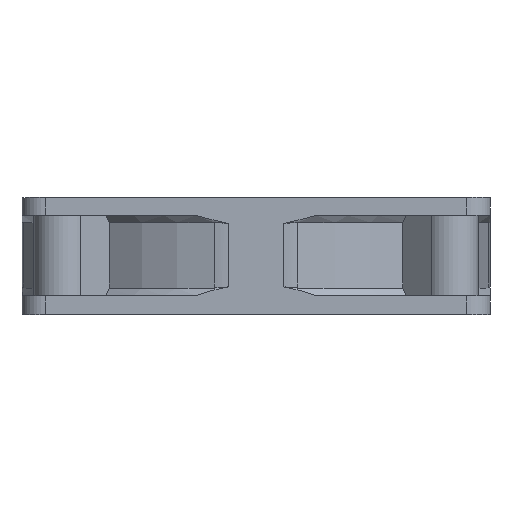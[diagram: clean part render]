
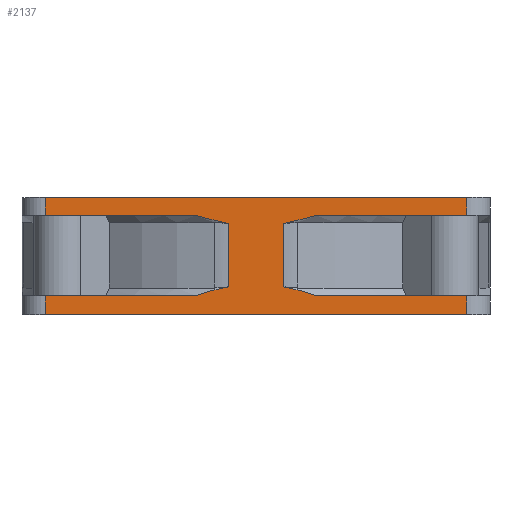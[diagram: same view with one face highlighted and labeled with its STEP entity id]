
A CAD part, left-side view. The second image highlights one B-rep face of the part: STEP entity #2137.
In plain terms, the highlighted planar face has unit normal (-1, 0, 0).
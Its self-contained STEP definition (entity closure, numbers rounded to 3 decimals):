
#53 = ORIENTED_EDGE ( 'NONE', *, *, #3860, .T. ) ;
#55 = CARTESIAN_POINT ( 'NONE',  ( -29.982, -27., 0. ) ) ;
#148 = VERTEX_POINT ( 'NONE', #7530 ) ;
#153 = B_SPLINE_CURVE_WITH_KNOTS ( 'NONE', 3,
 ( #4381, #7763, #4501, #7704 ),
 .UNSPECIFIED., .F., .F.,
 ( 4, 4 ),
 ( 0., 1. ),
 .UNSPECIFIED. ) ;
#205 = LINE ( 'NONE', #5100, #8355 ) ;
#397 = CARTESIAN_POINT ( 'NONE',  ( -29.982, -7.732, -12.6 ) ) ;
#444 = FACE_OUTER_BOUND ( 'NONE', #2008, .T. ) ;
#451 = B_SPLINE_CURVE_WITH_KNOTS ( 'NONE', 3,
 ( #5574, #5514, #5627, #2390 ),
 .UNSPECIFIED., .F., .F.,
 ( 4, 4 ),
 ( 0., 1. ),
 .UNSPECIFIED. ) ;
#538 = EDGE_CURVE ( 'NONE', #574, #1165, #7707, .T. ) ;
#545 = DIRECTION ( 'NONE',  ( 0., 0., -1. ) ) ;
#557 = ORIENTED_EDGE ( 'NONE', *, *, #1122, .F. ) ;
#574 = VERTEX_POINT ( 'NONE', #1230 ) ;
#666 = CARTESIAN_POINT ( 'NONE',  ( -29.982, 27., -2.3 ) ) ;
#677 = ORIENTED_EDGE ( 'NONE', *, *, #3226, .T. ) ;
#879 = VERTEX_POINT ( 'NONE', #6884 ) ;
#1008 = ORIENTED_EDGE ( 'NONE', *, *, #1493, .F. ) ;
#1062 = VERTEX_POINT ( 'NONE', #2839 ) ;
#1107 = B_SPLINE_CURVE_WITH_KNOTS ( 'NONE', 3,
 ( #6881, #7580, #1801, #4895 ),
 .UNSPECIFIED., .F., .F.,
 ( 4, 4 ),
 ( 0., 1. ),
 .UNSPECIFIED. ) ;
#1122 = EDGE_CURVE ( 'NONE', #879, #5913, #4255, .T. ) ;
#1143 = DIRECTION ( 'NONE',  ( 0., -1., 0. ) ) ;
#1165 = VERTEX_POINT ( 'NONE', #7643 ) ;
#1196 = DIRECTION ( 'NONE',  ( 0., 0., -1. ) ) ;
#1209 = CARTESIAN_POINT ( 'NONE',  ( -29.982, 27., -12.6 ) ) ;
#1230 = CARTESIAN_POINT ( 'NONE',  ( -29.982, -27., -12.6 ) ) ;
#1258 = CARTESIAN_POINT ( 'NONE',  ( -29.982, 27., 0. ) ) ;
#1344 = DIRECTION ( 'NONE',  ( 0., 0., -1. ) ) ;
#1411 = EDGE_CURVE ( 'NONE', #4387, #2231, #8107, .T. ) ;
#1430 = LINE ( 'NONE', #8097, #3431 ) ;
#1457 = VECTOR ( 'NONE', #2187, 1000. ) ;
#1466 = VECTOR ( 'NONE', #1344, 1000. ) ;
#1493 = EDGE_CURVE ( 'NONE', #1062, #574, #7899, .T. ) ;
#1626 = LINE ( 'NONE', #1258, #6544 ) ;
#1728 = LINE ( 'NONE', #1892, #7569 ) ;
#1735 = ORIENTED_EDGE ( 'NONE', *, *, #4411, .T. ) ;
#1782 = EDGE_CURVE ( 'NONE', #3469, #1165, #7589, .T. ) ;
#1801 = CARTESIAN_POINT ( 'NONE',  ( -29.982, 6.331, -12.075 ) ) ;
#1892 = CARTESIAN_POINT ( 'NONE',  ( -29.982, 27., -2.3 ) ) ;
#1964 = VECTOR ( 'NONE', #545, 1000. ) ;
#2008 = EDGE_LOOP ( 'NONE', ( #677, #7192, #557, #5807, #5713, #1735, #7834, #2195, #5077, #2413, #6053, #2479, #3174, #1008, #53, #2781 ) ) ;
#2137 = ADVANCED_FACE ( 'NONE', ( #444 ), #7090, .T. ) ;
#2187 = DIRECTION ( 'NONE',  ( 0., 0., 1. ) ) ;
#2195 = ORIENTED_EDGE ( 'NONE', *, *, #5647, .T. ) ;
#2231 = VERTEX_POINT ( 'NONE', #5231 ) ;
#2390 = CARTESIAN_POINT ( 'NONE',  ( -29.982, -7.701, -2.3 ) ) ;
#2403 = VERTEX_POINT ( 'NONE', #5517 ) ;
#2413 = ORIENTED_EDGE ( 'NONE', *, *, #7855, .F. ) ;
#2479 = ORIENTED_EDGE ( 'NONE', *, *, #1782, .T. ) ;
#2718 = CARTESIAN_POINT ( 'NONE',  ( -29.982, -7.701, -2.3 ) ) ;
#2781 = ORIENTED_EDGE ( 'NONE', *, *, #1411, .T. ) ;
#2839 = CARTESIAN_POINT ( 'NONE',  ( -29.982, -7.732, -12.6 ) ) ;
#3174 = ORIENTED_EDGE ( 'NONE', *, *, #538, .F. ) ;
#3226 = EDGE_CURVE ( 'NONE', #2231, #7288, #451, .T. ) ;
#3253 = VERTEX_POINT ( 'NONE', #6264 ) ;
#3406 = EDGE_CURVE ( 'NONE', #4237, #879, #1626, .T. ) ;
#3422 = CARTESIAN_POINT ( 'NONE',  ( -29.982, 3.582, -3.364 ) ) ;
#3431 = VECTOR ( 'NONE', #7393, 1000. ) ;
#3469 = VERTEX_POINT ( 'NONE', #3916 ) ;
#3632 = DIRECTION ( 'NONE',  ( 0., -1., 0. ) ) ;
#3656 = DIRECTION ( 'NONE',  ( 0., 0., -1. ) ) ;
#3664 = EDGE_CURVE ( 'NONE', #7288, #5913, #8073, .T. ) ;
#3756 = VERTEX_POINT ( 'NONE', #6663 ) ;
#3860 = EDGE_CURVE ( 'NONE', #1062, #4387, #153, .T. ) ;
#3916 = CARTESIAN_POINT ( 'NONE',  ( -29.982, 27., -15. ) ) ;
#3955 = CARTESIAN_POINT ( 'NONE',  ( -29.982, -7.701, -2.3 ) ) ;
#4054 = CARTESIAN_POINT ( 'NONE',  ( -29.982, -3.582, -11.448 ) ) ;
#4237 = VERTEX_POINT ( 'NONE', #4781 ) ;
#4255 = LINE ( 'NONE', #55, #1466 ) ;
#4293 = EDGE_CURVE ( 'NONE', #4237, #4870, #4749, .T. ) ;
#4344 = VECTOR ( 'NONE', #5943, 1000. ) ;
#4381 = CARTESIAN_POINT ( 'NONE',  ( -29.982, -7.732, -12.6 ) ) ;
#4387 = VERTEX_POINT ( 'NONE', #6225 ) ;
#4411 = EDGE_CURVE ( 'NONE', #4870, #2403, #1728, .T. ) ;
#4501 = CARTESIAN_POINT ( 'NONE',  ( -29.982, -4.948, -11.692 ) ) ;
#4581 = CARTESIAN_POINT ( 'NONE',  ( -29.982, 7.701, -2.3 ) ) ;
#4663 = CARTESIAN_POINT ( 'NONE',  ( -29.982, 27., -15. ) ) ;
#4677 = CARTESIAN_POINT ( 'NONE',  ( -29.982, 6.311, -2.784 ) ) ;
#4749 = LINE ( 'NONE', #7979, #6343 ) ;
#4781 = CARTESIAN_POINT ( 'NONE',  ( -29.982, 27., 0. ) ) ;
#4787 = CARTESIAN_POINT ( 'NONE',  ( -29.982, 3.582, -3.364 ) ) ;
#4870 = VERTEX_POINT ( 'NONE', #666 ) ;
#4895 = CARTESIAN_POINT ( 'NONE',  ( -29.982, 7.732, -12.6 ) ) ;
#5077 = ORIENTED_EDGE ( 'NONE', *, *, #8049, .T. ) ;
#5100 = CARTESIAN_POINT ( 'NONE',  ( -29.982, 3.582, -3.364 ) ) ;
#5122 = DIRECTION ( 'NONE',  ( -1., 0., 0. ) ) ;
#5231 = CARTESIAN_POINT ( 'NONE',  ( -29.982, -3.582, -3.364 ) ) ;
#5514 = CARTESIAN_POINT ( 'NONE',  ( -29.982, -4.938, -3.139 ) ) ;
#5517 = CARTESIAN_POINT ( 'NONE',  ( -29.982, 7.701, -2.3 ) ) ;
#5574 = CARTESIAN_POINT ( 'NONE',  ( -29.982, -3.582, -3.364 ) ) ;
#5627 = CARTESIAN_POINT ( 'NONE',  ( -29.982, -6.311, -2.784 ) ) ;
#5647 = EDGE_CURVE ( 'NONE', #7439, #148, #205, .T. ) ;
#5713 = ORIENTED_EDGE ( 'NONE', *, *, #4293, .T. ) ;
#5807 = ORIENTED_EDGE ( 'NONE', *, *, #3406, .F. ) ;
#5913 = VERTEX_POINT ( 'NONE', #6025 ) ;
#5943 = DIRECTION ( 'NONE',  ( 0., -1., 0. ) ) ;
#6025 = CARTESIAN_POINT ( 'NONE',  ( -29.982, -27., -2.3 ) ) ;
#6053 = ORIENTED_EDGE ( 'NONE', *, *, #7684, .T. ) ;
#6091 = VECTOR ( 'NONE', #3632, 1000. ) ;
#6107 = DIRECTION ( 'NONE',  ( 0., -1., 0. ) ) ;
#6191 = AXIS2_PLACEMENT_3D ( 'NONE', #7062, #5122, #6433 ) ;
#6225 = CARTESIAN_POINT ( 'NONE',  ( -29.982, -3.582, -11.448 ) ) ;
#6264 = CARTESIAN_POINT ( 'NONE',  ( -29.982, 7.732, -12.6 ) ) ;
#6312 = CARTESIAN_POINT ( 'NONE',  ( -29.982, -27., -12.6 ) ) ;
#6343 = VECTOR ( 'NONE', #3656, 1000. ) ;
#6433 = DIRECTION ( 'NONE',  ( 0., 1., 0. ) ) ;
#6544 = VECTOR ( 'NONE', #1143, 1000. ) ;
#6663 = CARTESIAN_POINT ( 'NONE',  ( -29.982, 27., -12.6 ) ) ;
#6719 = EDGE_CURVE ( 'NONE', #2403, #7439, #7537, .T. ) ;
#6881 = CARTESIAN_POINT ( 'NONE',  ( -29.982, 3.582, -11.448 ) ) ;
#6884 = CARTESIAN_POINT ( 'NONE',  ( -29.982, -27., 0. ) ) ;
#6985 = DIRECTION ( 'NONE',  ( 0., -1., 0. ) ) ;
#7062 = CARTESIAN_POINT ( 'NONE',  ( -29.982, 27., 0. ) ) ;
#7090 = PLANE ( 'NONE',  #6191 ) ;
#7192 = ORIENTED_EDGE ( 'NONE', *, *, #3664, .T. ) ;
#7249 = CARTESIAN_POINT ( 'NONE',  ( -29.982, 4.938, -3.139 ) ) ;
#7288 = VERTEX_POINT ( 'NONE', #2718 ) ;
#7393 = DIRECTION ( 'NONE',  ( 0., -1., 0. ) ) ;
#7439 = VERTEX_POINT ( 'NONE', #4787 ) ;
#7530 = CARTESIAN_POINT ( 'NONE',  ( -29.982, 3.582, -11.448 ) ) ;
#7537 = B_SPLINE_CURVE_WITH_KNOTS ( 'NONE', 3,
 ( #4581, #4677, #7249, #3422 ),
 .UNSPECIFIED., .F., .F.,
 ( 4, 4 ),
 ( 0., 1. ),
 .UNSPECIFIED. ) ;
#7569 = VECTOR ( 'NONE', #6985, 1000. ) ;
#7580 = CARTESIAN_POINT ( 'NONE',  ( -29.982, 4.948, -11.692 ) ) ;
#7589 = LINE ( 'NONE', #4663, #4344 ) ;
#7643 = CARTESIAN_POINT ( 'NONE',  ( -29.982, -27., -15. ) ) ;
#7684 = EDGE_CURVE ( 'NONE', #3756, #3469, #7975, .T. ) ;
#7704 = CARTESIAN_POINT ( 'NONE',  ( -29.982, -3.582, -11.448 ) ) ;
#7707 = LINE ( 'NONE', #6312, #1964 ) ;
#7763 = CARTESIAN_POINT ( 'NONE',  ( -29.982, -6.331, -12.075 ) ) ;
#7767 = DIRECTION ( 'NONE',  ( 0., 0., -1. ) ) ;
#7834 = ORIENTED_EDGE ( 'NONE', *, *, #6719, .T. ) ;
#7855 = EDGE_CURVE ( 'NONE', #3756, #3253, #1430, .T. ) ;
#7899 = LINE ( 'NONE', #397, #6091 ) ;
#7975 = LINE ( 'NONE', #1209, #8174 ) ;
#7979 = CARTESIAN_POINT ( 'NONE',  ( -29.982, 27., 0. ) ) ;
#8049 = EDGE_CURVE ( 'NONE', #148, #3253, #1107, .T. ) ;
#8073 = LINE ( 'NONE', #3955, #8270 ) ;
#8097 = CARTESIAN_POINT ( 'NONE',  ( -29.982, 27., -12.6 ) ) ;
#8107 = LINE ( 'NONE', #4054, #1457 ) ;
#8174 = VECTOR ( 'NONE', #7767, 1000. ) ;
#8270 = VECTOR ( 'NONE', #6107, 1000. ) ;
#8355 = VECTOR ( 'NONE', #1196, 1000. ) ;
